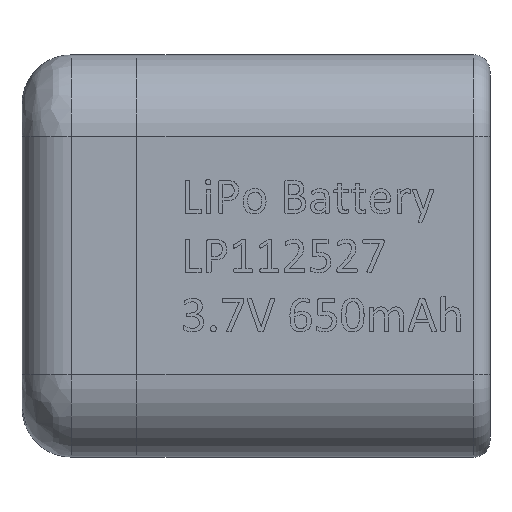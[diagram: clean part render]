
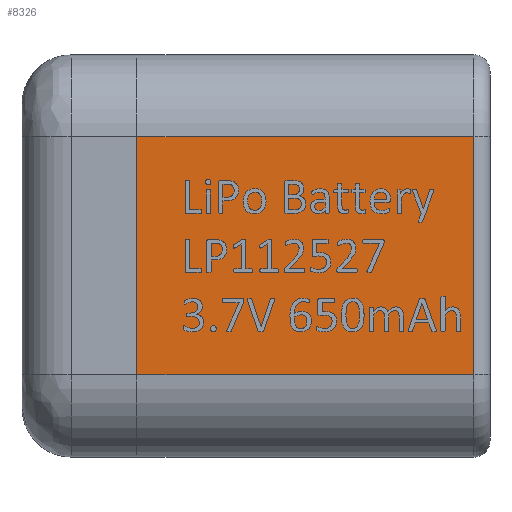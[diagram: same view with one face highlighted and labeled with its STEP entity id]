
A CAD part, top view. The second image highlights one B-rep face of the part: STEP entity #8326.
In plain terms, the highlighted planar face has unit normal (0, 0, 1).
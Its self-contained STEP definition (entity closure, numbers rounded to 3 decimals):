
#964=FACE_OUTER_BOUND('',#1460,.T.);
#1460=EDGE_LOOP('',(#5652,#5653,#5654,#5655));
#1974=LINE('',#10517,#2682);
#1979=LINE('',#10527,#2687);
#1980=LINE('',#10531,#2688);
#1981=LINE('',#10532,#2689);
#2682=VECTOR('',#9258,10.);
#2687=VECTOR('',#9267,10.);
#2688=VECTOR('',#9272,10.);
#2689=VECTOR('',#9273,10.);
#3428=VERTEX_POINT('',#10472);
#3443=VERTEX_POINT('',#10512);
#3446=VERTEX_POINT('',#10526);
#3447=VERTEX_POINT('',#10530);
#4314=EDGE_CURVE('',#3428,#3443,#1974,.T.);
#4319=EDGE_CURVE('',#3443,#3446,#1979,.T.);
#4321=EDGE_CURVE('',#3447,#3428,#1980,.T.);
#4322=EDGE_CURVE('',#3447,#3446,#1981,.T.);
#5652=ORIENTED_EDGE('',*,*,#4314,.F.);
#5653=ORIENTED_EDGE('',*,*,#4321,.F.);
#5654=ORIENTED_EDGE('',*,*,#4322,.T.);
#5655=ORIENTED_EDGE('',*,*,#4319,.F.);
#8099=PLANE('',#8909);
#8326=ADVANCED_FACE('',(#964),#8099,.T.);
#8909=AXIS2_PLACEMENT_3D('',#10529,#9270,#9271);
#9258=DIRECTION('',(0.,-1.,0.));
#9267=DIRECTION('',(-1.,0.,0.));
#9270=DIRECTION('center_axis',(0.,0.,1.));
#9271=DIRECTION('ref_axis',(1.,0.,0.));
#9272=DIRECTION('',(1.,0.,0.));
#9273=DIRECTION('',(0.,-1.,0.));
#10472=CARTESIAN_POINT('',(13.25,7.25,5.25));
#10512=CARTESIAN_POINT('',(13.25,-7.25,5.25));
#10517=CARTESIAN_POINT('',(13.25,-6.125,5.25));
#10526=CARTESIAN_POINT('',(-7.25,-7.25,5.25));
#10527=CARTESIAN_POINT('',(-7.125,-7.25,5.25));
#10529=CARTESIAN_POINT('Origin',(0.,0.,5.25));
#10530=CARTESIAN_POINT('',(-7.25,7.25,5.25));
#10531=CARTESIAN_POINT('',(7.125,7.25,5.25));
#10532=CARTESIAN_POINT('',(-7.25,0.,5.25));
